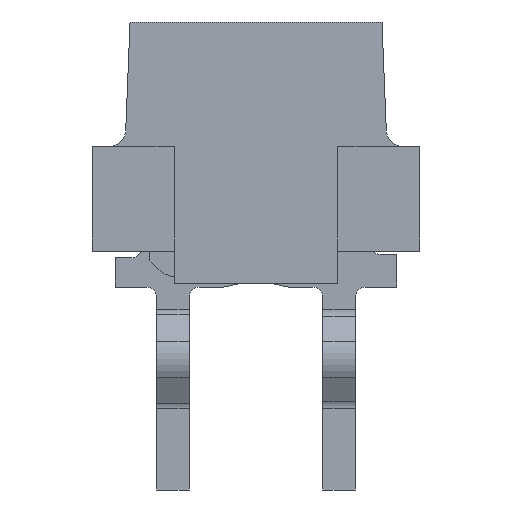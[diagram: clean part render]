
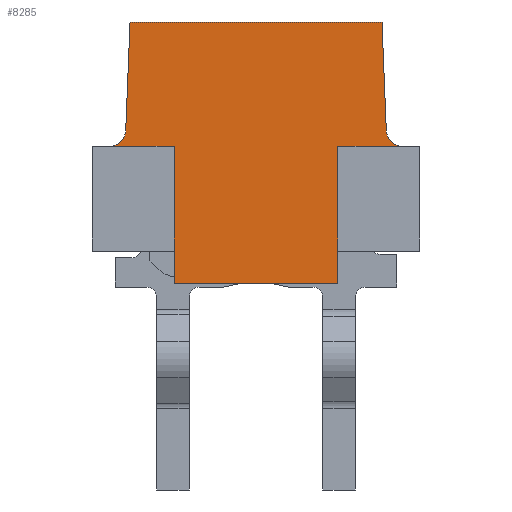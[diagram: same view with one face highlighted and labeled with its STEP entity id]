
A CAD part, left-side view. The second image highlights one B-rep face of the part: STEP entity #8285.
In plain terms, the highlighted planar face has unit normal (-1, 0, 0).
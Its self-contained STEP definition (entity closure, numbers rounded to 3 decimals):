
#175=CARTESIAN_POINT('',(-4.05,2.24,-1.65));
#176=DIRECTION('',(1.,0.,0.));
#177=DIRECTION('',(0.,-0.999,-0.039));
#178=AXIS2_PLACEMENT_3D('',#175,#176,#177);
#185=DIRECTION('',(0.,1.,0.));
#186=VECTOR('',#185,0.99);
#187=CARTESIAN_POINT('',(-4.05,1.25,-1.9));
#188=LINE('',#187,#186);
#189=DIRECTION('',(0.,0.039,-0.999));
#190=VECTOR('',#189,1.661);
#191=CARTESIAN_POINT('',(-4.05,1.925,0.));
#192=LINE('',#191,#190);
#193=DIRECTION('',(0.,1.,0.));
#194=VECTOR('',#193,3.85);
#195=CARTESIAN_POINT('',(-4.05,-1.925,0.));
#196=LINE('',#195,#194);
#197=DIRECTION('',(0.,0.039,0.999));
#198=VECTOR('',#197,1.661);
#199=CARTESIAN_POINT('',(-4.05,-1.991,-1.66));
#200=LINE('',#199,#198);
#201=DIRECTION('',(0.,1.,0.));
#202=VECTOR('',#201,0.99);
#203=CARTESIAN_POINT('',(-4.05,-2.24,-1.9));
#204=LINE('',#203,#202);
#205=DIRECTION('',(0.,0.,1.));
#206=VECTOR('',#205,1.6);
#207=CARTESIAN_POINT('',(-4.05,-1.25,-3.5));
#208=LINE('',#207,#206);
#209=DIRECTION('',(0.,0.,1.));
#210=VECTOR('',#209,1.6);
#211=CARTESIAN_POINT('',(-4.05,1.25,-3.5));
#212=LINE('',#211,#210);
#1502=CARTESIAN_POINT('',(-4.05,-2.24,-1.65));
#1503=DIRECTION('',(1.,0.,0.));
#1504=DIRECTION('',(0.,0.,-1.));
#1505=AXIS2_PLACEMENT_3D('',#1502,#1503,#1504);
#2511=DIRECTION('',(0.,0.,-1.));
#2512=VECTOR('',#2511,0.5);
#2513=CARTESIAN_POINT('',(-4.05,1.25,-3.5));
#2514=LINE('',#2513,#2512);
#2647=DIRECTION('',(0.,-1.,0.));
#2648=VECTOR('',#2647,2.5);
#2649=CARTESIAN_POINT('',(-4.05,1.25,-4.));
#2650=LINE('',#2649,#2648);
#3419=DIRECTION('',(0.,0.,-1.));
#3420=VECTOR('',#3419,0.5);
#3421=CARTESIAN_POINT('',(-4.05,-1.25,-3.5));
#3422=LINE('',#3421,#3420);
#6235=CARTESIAN_POINT('',(-4.05,-1.925,0.));
#6236=CARTESIAN_POINT('',(-4.05,1.925,0.));
#6237=VERTEX_POINT('',#6235);
#6238=VERTEX_POINT('',#6236);
#6271=CARTESIAN_POINT('',(-4.05,1.25,-1.9));
#6272=VERTEX_POINT('',#6271);
#6275=CARTESIAN_POINT('',(-4.05,-1.25,-1.9));
#6276=VERTEX_POINT('',#6275);
#6279=CARTESIAN_POINT('',(-4.05,1.25,-4.));
#6280=CARTESIAN_POINT('',(-4.05,-1.25,-4.));
#6281=VERTEX_POINT('',#6279);
#6282=VERTEX_POINT('',#6280);
#6287=CARTESIAN_POINT('',(-4.05,1.25,-3.5));
#6288=VERTEX_POINT('',#6287);
#6291=CARTESIAN_POINT('',(-4.05,-1.25,-3.5));
#6292=VERTEX_POINT('',#6291);
#6912=CARTESIAN_POINT('',(-4.05,-1.991,-1.66));
#6914=VERTEX_POINT('',#6912);
#6916=CARTESIAN_POINT('',(-4.05,-2.24,-1.9));
#6918=VERTEX_POINT('',#6916);
#6919=CARTESIAN_POINT('',(-4.05,1.991,-1.66));
#6921=VERTEX_POINT('',#6919);
#6923=CARTESIAN_POINT('',(-4.05,2.24,-1.9));
#6925=VERTEX_POINT('',#6923);
#8256=CARTESIAN_POINT('',(-4.05,0.,-4.));
#8257=DIRECTION('',(-1.,0.,0.));
#8258=DIRECTION('',(0.,-1.,0.));
#8259=AXIS2_PLACEMENT_3D('',#8256,#8257,#8258);
#8260=PLANE('',#8259);
#8262=ORIENTED_EDGE('',*,*,#8261,.T.);
#8263=ORIENTED_EDGE('',*,*,#8248,.F.);
#8264=ORIENTED_EDGE('',*,*,#8237,.F.);
#8266=ORIENTED_EDGE('',*,*,#8265,.F.);
#8268=ORIENTED_EDGE('',*,*,#8267,.F.);
#8270=ORIENTED_EDGE('',*,*,#8269,.F.);
#8272=ORIENTED_EDGE('',*,*,#8271,.T.);
#8274=ORIENTED_EDGE('',*,*,#8273,.F.);
#8276=ORIENTED_EDGE('',*,*,#8275,.T.);
#8278=ORIENTED_EDGE('',*,*,#8277,.F.);
#8280=ORIENTED_EDGE('',*,*,#8279,.F.);
#8282=ORIENTED_EDGE('',*,*,#8281,.T.);
#8283=EDGE_LOOP('',(#8262,#8263,#8264,#8266,#8268,#8270,#8272,#8274,#8276,#8278,
#8280,#8282));
#8284=FACE_OUTER_BOUND('',#8283,.F.);
#179=CIRCLE('',#178,0.25);
#1506=CIRCLE('',#1505,0.25);
#8237=EDGE_CURVE('',#6238,#6921,#192,.T.);
#8248=EDGE_CURVE('',#6921,#6925,#179,.T.);
#8261=EDGE_CURVE('',#6272,#6925,#188,.T.);
#8265=EDGE_CURVE('',#6237,#6238,#196,.T.);
#8267=EDGE_CURVE('',#6914,#6237,#200,.T.);
#8269=EDGE_CURVE('',#6918,#6914,#1506,.T.);
#8271=EDGE_CURVE('',#6918,#6276,#204,.T.);
#8273=EDGE_CURVE('',#6292,#6276,#208,.T.);
#8275=EDGE_CURVE('',#6292,#6282,#3422,.T.);
#8277=EDGE_CURVE('',#6281,#6282,#2650,.T.);
#8279=EDGE_CURVE('',#6288,#6281,#2514,.T.);
#8281=EDGE_CURVE('',#6288,#6272,#212,.T.);
#8285=ADVANCED_FACE('',(#8284),#8260,.T.);
